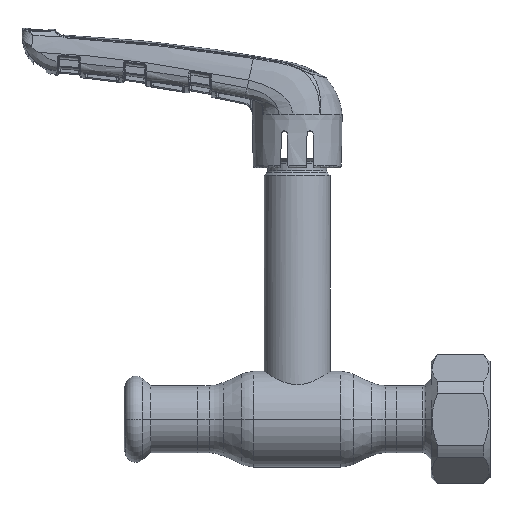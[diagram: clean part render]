
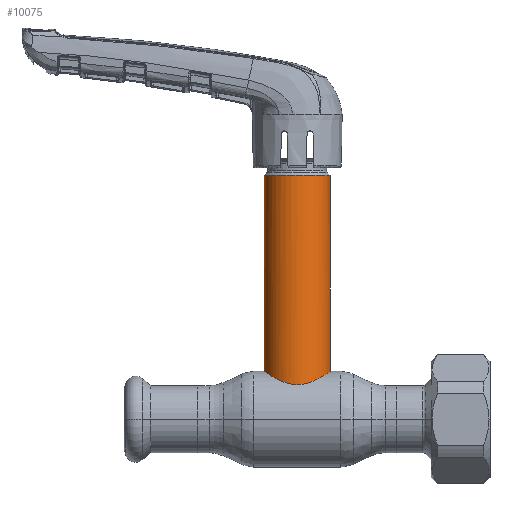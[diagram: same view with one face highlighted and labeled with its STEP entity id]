
A CAD part, top view. The second image highlights one B-rep face of the part: STEP entity #10075.
In plain terms, the highlighted cylindrical face has radius 9 mm (diameter 18 mm), a partial arc.
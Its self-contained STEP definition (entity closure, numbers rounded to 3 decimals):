
#160 = CARTESIAN_POINT ( 'NONE',  ( 8.691, 12.787, 2.417 ) ) ;
#368 = CARTESIAN_POINT ( 'NONE',  ( -2.114, 9.612, 8.753 ) ) ;
#569 = CARTESIAN_POINT ( 'NONE',  ( 8.159, 12.433, 3.81 ) ) ;
#772 = CARTESIAN_POINT ( 'NONE',  ( 4.79, 10.531, 7.625 ) ) ;
#976 = CARTESIAN_POINT ( 'NONE',  ( 7.748, 12.166, 4.589 ) ) ;
#4422 = VECTOR ( 'NONE', #11391, 1000. ) ;
#4572 = CARTESIAN_POINT ( 'NONE',  ( -8.937, 12.956, 1.223 ) ) ;
#5401 = DIRECTION ( 'NONE',  ( -1., 0., 0. ) ) ;
#6143 = EDGE_CURVE ( 'NONE', #25042, #24295, #25542, .T. ) ;
#6897 = VERTEX_POINT ( 'NONE', #19851 ) ;
#7281 = EDGE_CURVE ( 'NONE', #6897, #34831, #26564, .T. ) ;
#8967 = CARTESIAN_POINT ( 'NONE',  ( -2.971, 9.836, 8.501 ) ) ;
#10028 = CARTESIAN_POINT ( 'NONE',  ( 0.609, 9.381, 9. ) ) ;
#10075 = ADVANCED_FACE ( 'NONE', ( #22327 ), #57582, .T. ) ;
#10618 = CARTESIAN_POINT ( 'NONE',  ( 4.547, 10.422, 7.772 ) ) ;
#10678 = CARTESIAN_POINT ( 'NONE',  ( -9., 13., 0. ) ) ;
#11391 = DIRECTION ( 'NONE',  ( 0., -1., 0. ) ) ;
#13735 = AXIS2_PLACEMENT_3D ( 'NONE', #34039, #57912, #5401 ) ;
#13986 = CARTESIAN_POINT ( 'NONE',  ( -8.694, 12.789, 2.406 ) ) ;
#14138 = ORIENTED_EDGE ( 'NONE', *, *, #7281, .T. ) ;
#14206 = CARTESIAN_POINT ( 'NONE',  ( -6.744, 11.549, 5.986 ) ) ;
#14832 = CARTESIAN_POINT ( 'NONE',  ( 8.922, 12.946, 1.22 ) ) ;
#17303 = CARTESIAN_POINT ( 'NONE',  ( -9., 0., 0. ) ) ;
#18811 = CARTESIAN_POINT ( 'NONE',  ( -8.51, 12.665, 2.988 ) ) ;
#19210 = CARTESIAN_POINT ( 'NONE',  ( -7.764, 12.174, 4.589 ) ) ;
#19797 = ORIENTED_EDGE ( 'NONE', *, *, #6143, .T. ) ;
#19835 = CARTESIAN_POINT ( 'NONE',  ( 1.215, 9.441, 8.938 ) ) ;
#19851 = CARTESIAN_POINT ( 'NONE',  ( 9., 66.219, 0. ) ) ;
#21176 = LINE ( 'NONE', #17303, #60955 ) ;
#22327 = FACE_OUTER_BOUND ( 'NONE', #31694, .T. ) ;
#23573 = CARTESIAN_POINT ( 'NONE',  ( -5.938, 11.097, 6.787 ) ) ;
#23990 = CARTESIAN_POINT ( 'NONE',  ( -0.618, 9.396, 8.984 ) ) ;
#24295 = VERTEX_POINT ( 'NONE', #26224 ) ;
#24352 = DIRECTION ( 'NONE',  ( -1., 0., 0. ) ) ;
#24604 = CARTESIAN_POINT ( 'NONE',  ( 8.511, 12.665, 2.987 ) ) ;
#24824 = CARTESIAN_POINT ( 'NONE',  ( 5.933, 11.095, 6.791 ) ) ;
#25042 = VERTEX_POINT ( 'NONE', #10678 ) ;
#25542 = B_SPLINE_CURVE_WITH_KNOTS ( 'NONE', 3,
 ( #42607, #28219, #4572, #13986, #18811, #52196, #19210, #52422, #14206, #23573, #28428, #57296, #47000, #56665, #8967, #29467, #368, #53476, #29261, #23990, #28834, #10028, #19835, #58137, #29667, #58346, #57504, #10618, #772, #34257, #24824, #44061, #53273, #43858, #976, #53064, #569, #24604, #160, #39061, #14832, #33641, #57927, #34469 ),
 .UNSPECIFIED., .F., .F.,
 ( 4, 2, 2, 2, 2, 2, 2, 2, 2, 2, 2, 2, 2, 2, 2, 2, 2, 2, 2, 2, 2, 4 ),
 ( 0., 0.002, 0.004, 0.005, 0.007, 0.009, 0.011, 0.012, 0.013, 0.014, 0.015, 0.016, 0.018, 0.019, 0.02, 0.022, 0.024, 0.025, 0.026, 0.027, 0.028, 0.029 ),
 .UNSPECIFIED. ) ;
#26224 = CARTESIAN_POINT ( 'NONE',  ( 9., 13., 0. ) ) ;
#26564 = CIRCLE ( 'NONE', #55190, 9. ) ;
#28219 = CARTESIAN_POINT ( 'NONE',  ( -9., 13., 0.618 ) ) ;
#28428 = CARTESIAN_POINT ( 'NONE',  ( -5.494, 10.863, 7.151 ) ) ;
#28834 = CARTESIAN_POINT ( 'NONE',  ( -0.308, 9.381, 9. ) ) ;
#29090 = ORIENTED_EDGE ( 'NONE', *, *, #52810, .T. ) ;
#29261 = CARTESIAN_POINT ( 'NONE',  ( -1.227, 9.456, 8.921 ) ) ;
#29467 = CARTESIAN_POINT ( 'NONE',  ( -2.403, 9.68, 8.678 ) ) ;
#29667 = CARTESIAN_POINT ( 'NONE',  ( 2.969, 9.827, 8.516 ) ) ;
#31694 = EDGE_LOOP ( 'NONE', ( #38388, #14138, #29090, #19797 ) ) ;
#33641 = CARTESIAN_POINT ( 'NONE',  ( 8.985, 12.989, 0.61 ) ) ;
#33787 = CARTESIAN_POINT ( 'NONE',  ( 0., 66.219, 0. ) ) ;
#34039 = CARTESIAN_POINT ( 'NONE',  ( 0., 0., 0. ) ) ;
#34257 = CARTESIAN_POINT ( 'NONE',  ( 5.496, 10.864, 7.15 ) ) ;
#34469 = CARTESIAN_POINT ( 'NONE',  ( 9., 13., 0. ) ) ;
#34831 = VERTEX_POINT ( 'NONE', #48018 ) ;
#37601 = EDGE_CURVE ( 'NONE', #6897, #24295, #46261, .T. ) ;
#38388 = ORIENTED_EDGE ( 'NONE', *, *, #37601, .F. ) ;
#39061 = CARTESIAN_POINT ( 'NONE',  ( 8.875, 12.914, 1.525 ) ) ;
#42607 = CARTESIAN_POINT ( 'NONE',  ( -9., 13., 0. ) ) ;
#43858 = CARTESIAN_POINT ( 'NONE',  ( 7.597, 12.07, 4.835 ) ) ;
#44061 = CARTESIAN_POINT ( 'NONE',  ( 6.747, 11.55, 5.984 ) ) ;
#46261 = LINE ( 'NONE', #59316, #4422 ) ;
#47000 = CARTESIAN_POINT ( 'NONE',  ( -4.052, 10.206, 8.057 ) ) ;
#48018 = CARTESIAN_POINT ( 'NONE',  ( -9., 66.219, 0. ) ) ;
#48167 = DIRECTION ( 'NONE',  ( 0., -1., 0. ) ) ;
#52196 = CARTESIAN_POINT ( 'NONE',  ( -8.046, 12.358, 4.075 ) ) ;
#52422 = CARTESIAN_POINT ( 'NONE',  ( -7.11, 11.768, 5.549 ) ) ;
#52810 = EDGE_CURVE ( 'NONE', #34831, #25042, #21176, .T. ) ;
#53064 = CARTESIAN_POINT ( 'NONE',  ( 8.029, 12.347, 4.077 ) ) ;
#53273 = CARTESIAN_POINT ( 'NONE',  ( 7.112, 11.769, 5.546 ) ) ;
#53476 = CARTESIAN_POINT ( 'NONE',  ( -1.526, 9.5, 8.875 ) ) ;
#55190 = AXIS2_PLACEMENT_3D ( 'NONE', #33787, #48167, #24352 ) ;
#56404 = DIRECTION ( 'NONE',  ( 0., -1., 0. ) ) ;
#56665 = CARTESIAN_POINT ( 'NONE',  ( -3.249, 9.924, 8.398 ) ) ;
#57296 = CARTESIAN_POINT ( 'NONE',  ( -4.552, 10.419, 7.785 ) ) ;
#57504 = CARTESIAN_POINT ( 'NONE',  ( 4.041, 10.212, 8.047 ) ) ;
#57582 = CYLINDRICAL_SURFACE ( 'NONE', #13735, 9. ) ;
#57912 = DIRECTION ( 'NONE',  ( 0., -1., 0. ) ) ;
#57927 = CARTESIAN_POINT ( 'NONE',  ( 9., 13., 0.305 ) ) ;
#58137 = CARTESIAN_POINT ( 'NONE',  ( 2.405, 9.667, 8.694 ) ) ;
#58346 = CARTESIAN_POINT ( 'NONE',  ( 3.778, 10.11, 8.174 ) ) ;
#59316 = CARTESIAN_POINT ( 'NONE',  ( 9., 0., 0. ) ) ;
#60955 = VECTOR ( 'NONE', #56404, 1000. ) ;
